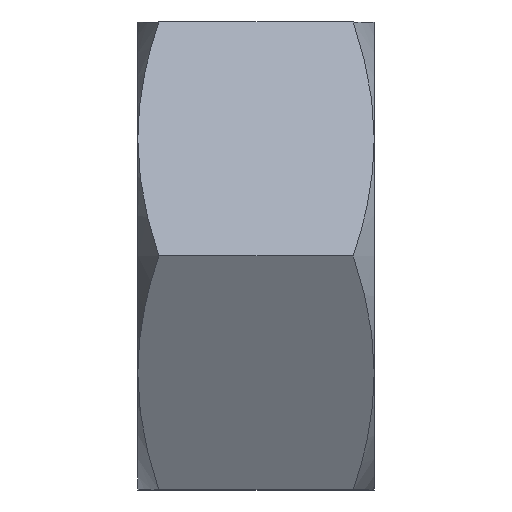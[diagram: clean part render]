
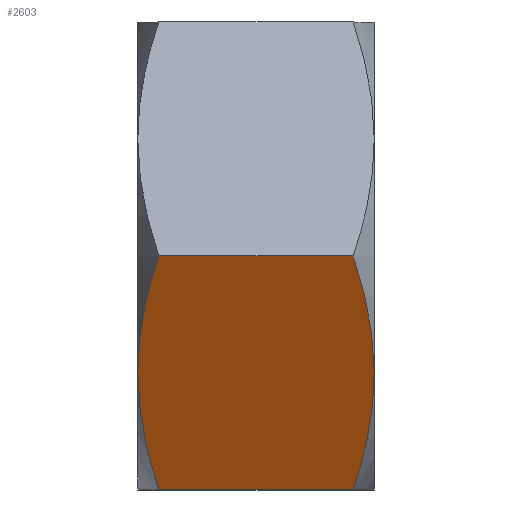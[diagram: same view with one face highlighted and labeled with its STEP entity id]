
A CAD part, left-side view. The second image highlights one B-rep face of the part: STEP entity #2603.
In plain terms, the highlighted planar face has unit normal (-0.866, 0, -0.5).
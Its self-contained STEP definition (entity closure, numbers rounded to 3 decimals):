
#57 = VECTOR ( 'NONE', #273, 1000. ) ;
#125 = CARTESIAN_POINT ( 'NONE',  ( -9.313, -6.451, -11.581 ) ) ;
#151 = ORIENTED_EDGE ( 'NONE', *, *, #1550, .T. ) ;
#183 = CARTESIAN_POINT ( 'NONE',  ( -14.689, -6.45, -2.27 ) ) ;
#195 = CARTESIAN_POINT ( 'NONE',  ( -11.661, 7., -7.516 ) ) ;
#211 = CARTESIAN_POINT ( 'NONE',  ( -15.347, -6.139, -1.131 ) ) ;
#273 = DIRECTION ( 'NONE',  ( 0., -1., 0. ) ) ;
#275 = ORIENTED_EDGE ( 'NONE', *, *, #2053, .T. ) ;
#280 = ORIENTED_EDGE ( 'NONE', *, *, #2928, .T. ) ;
#338 = VERTEX_POINT ( 'NONE', #1390 ) ;
#383 = AXIS2_PLACEMENT_3D ( 'NONE', #1451, #2366, #2417 ) ;
#474 = CARTESIAN_POINT ( 'NONE',  ( -12.681, 7., -5.748 ) ) ;
#477 = FACE_OUTER_BOUND ( 'NONE', #3049, .T. ) ;
#543 = VERTEX_POINT ( 'NONE', #809 ) ;
#641 = B_SPLINE_CURVE_WITH_KNOTS ( 'NONE', 3,
 ( #1392, #1438, #2386, #1136, #684, #183, #211, #936 ),
 .UNSPECIFIED., .F., .F.,
 ( 4, 2, 2, 4 ),
 ( 0.008, 0.01, 0.012, 0.016 ),
 .UNSPECIFIED. ) ;
#684 = CARTESIAN_POINT ( 'NONE',  ( -13.69, -6.774, -4.001 ) ) ;
#696 = CARTESIAN_POINT ( 'NONE',  ( -8., 5.762, -13.856 ) ) ;
#705 = EDGE_CURVE ( 'NONE', #2938, #2541, #1010, .T. ) ;
#722 = VECTOR ( 'NONE', #2387, 1000. ) ;
#809 = CARTESIAN_POINT ( 'NONE',  ( -16., -5.762, 0. ) ) ;
#836 = CARTESIAN_POINT ( 'NONE',  ( -8., -5.762, -13.856 ) ) ;
#852 = CARTESIAN_POINT ( 'NONE',  ( -12., -7., -6.928 ) ) ;
#936 = CARTESIAN_POINT ( 'NONE',  ( -16., -5.762, 0. ) ) ;
#958 = B_SPLINE_CURVE_WITH_KNOTS ( 'NONE', 3,
 ( #2161, #2896, #1186, #2658, #474, #2107 ),
 .UNSPECIFIED., .F., .F.,
 ( 4, 2, 4 ),
 ( 0., 0.004, 0.008 ),
 .UNSPECIFIED. ) ;
#1010 = B_SPLINE_CURVE_WITH_KNOTS ( 'NONE', 3,
 ( #1419, #195, #2634, #1192, #1405, #2856, #1649, #2901 ),
 .UNSPECIFIED., .F., .F.,
 ( 4, 2, 2, 4 ),
 ( 0.008, 0.01, 0.012, 0.016 ),
 .UNSPECIFIED. ) ;
#1012 = EDGE_CURVE ( 'NONE', #1750, #338, #2573, .T. ) ;
#1136 = CARTESIAN_POINT ( 'NONE',  ( -13.355, -6.858, -4.581 ) ) ;
#1186 = CARTESIAN_POINT ( 'NONE',  ( -14.687, 6.451, -2.275 ) ) ;
#1192 = CARTESIAN_POINT ( 'NONE',  ( -10.645, 6.858, -9.275 ) ) ;
#1242 = LINE ( 'NONE', #2887, #57 ) ;
#1390 = CARTESIAN_POINT ( 'NONE',  ( -12., -7., -6.928 ) ) ;
#1392 = CARTESIAN_POINT ( 'NONE',  ( -12., -7., -6.928 ) ) ;
#1405 = CARTESIAN_POINT ( 'NONE',  ( -10.31, 6.774, -9.855 ) ) ;
#1419 = CARTESIAN_POINT ( 'NONE',  ( -12., 7., -6.928 ) ) ;
#1438 = CARTESIAN_POINT ( 'NONE',  ( -12.339, -7., -6.34 ) ) ;
#1451 = CARTESIAN_POINT ( 'NONE',  ( -8., 7., -13.856 ) ) ;
#1550 = EDGE_CURVE ( 'NONE', #338, #543, #641, .T. ) ;
#1649 = CARTESIAN_POINT ( 'NONE',  ( -8.653, 6.139, -12.726 ) ) ;
#1740 = EDGE_CURVE ( 'NONE', #2569, #543, #1242, .T. ) ;
#1750 = VERTEX_POINT ( 'NONE', #2468 ) ;
#1755 = LINE ( 'NONE', #2873, #722 ) ;
#2036 = CARTESIAN_POINT ( 'NONE',  ( -10.646, -6.882, -9.274 ) ) ;
#2053 = EDGE_CURVE ( 'NONE', #2569, #2938, #958, .T. ) ;
#2107 = CARTESIAN_POINT ( 'NONE',  ( -12., 7., -6.928 ) ) ;
#2161 = CARTESIAN_POINT ( 'NONE',  ( -16., 5.762, 0. ) ) ;
#2265 = ORIENTED_EDGE ( 'NONE', *, *, #1012, .T. ) ;
#2366 = DIRECTION ( 'NONE',  ( 0.866, 0., 0.5 ) ) ;
#2386 = CARTESIAN_POINT ( 'NONE',  ( -12.68, -6.971, -5.75 ) ) ;
#2387 = DIRECTION ( 'NONE',  ( 0., -1., 0. ) ) ;
#2401 = PLANE ( 'NONE',  #383 ) ;
#2417 = DIRECTION ( 'NONE',  ( 0.5, 0., -0.866 ) ) ;
#2468 = CARTESIAN_POINT ( 'NONE',  ( -8., -5.762, -13.856 ) ) ;
#2541 = VERTEX_POINT ( 'NONE', #696 ) ;
#2569 = VERTEX_POINT ( 'NONE', #3091 ) ;
#2571 = CARTESIAN_POINT ( 'NONE',  ( -11.319, -7., -8.109 ) ) ;
#2573 = B_SPLINE_CURVE_WITH_KNOTS ( 'NONE', 3,
 ( #836, #3025, #125, #2036, #2571, #852 ),
 .UNSPECIFIED., .F., .F.,
 ( 4, 2, 4 ),
 ( 0., 0.004, 0.008 ),
 .UNSPECIFIED. ) ;
#2603 = ADVANCED_FACE ( 'NONE', ( #477 ), #2401, .F. ) ;
#2634 = CARTESIAN_POINT ( 'NONE',  ( -11.32, 6.971, -8.107 ) ) ;
#2658 = CARTESIAN_POINT ( 'NONE',  ( -13.354, 6.882, -4.582 ) ) ;
#2708 = CARTESIAN_POINT ( 'NONE',  ( -12., 7., -6.928 ) ) ;
#2856 = CARTESIAN_POINT ( 'NONE',  ( -9.311, 6.45, -11.586 ) ) ;
#2860 = ORIENTED_EDGE ( 'NONE', *, *, #1740, .F. ) ;
#2873 = CARTESIAN_POINT ( 'NONE',  ( -8., 7., -13.856 ) ) ;
#2887 = CARTESIAN_POINT ( 'NONE',  ( -16., 7., 0. ) ) ;
#2896 = CARTESIAN_POINT ( 'NONE',  ( -15.346, 6.14, -1.133 ) ) ;
#2901 = CARTESIAN_POINT ( 'NONE',  ( -8., 5.762, -13.856 ) ) ;
#2928 = EDGE_CURVE ( 'NONE', #2541, #1750, #1755, .T. ) ;
#2938 = VERTEX_POINT ( 'NONE', #2708 ) ;
#3025 = CARTESIAN_POINT ( 'NONE',  ( -8.654, -6.14, -12.723 ) ) ;
#3049 = EDGE_LOOP ( 'NONE', ( #280, #2265, #151, #2860, #275, #3081 ) ) ;
#3081 = ORIENTED_EDGE ( 'NONE', *, *, #705, .T. ) ;
#3091 = CARTESIAN_POINT ( 'NONE',  ( -16., 5.762, 0. ) ) ;
